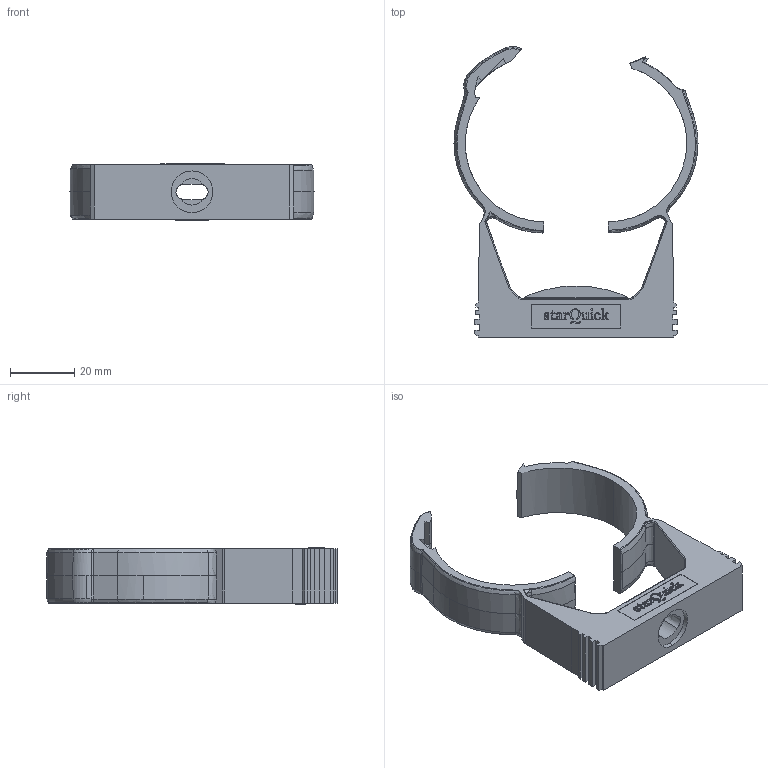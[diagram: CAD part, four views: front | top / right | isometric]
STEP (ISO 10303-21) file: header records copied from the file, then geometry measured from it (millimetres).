
FILE_DESCRIPTION(/* description */ (''),/* implementation_level */ '2;1');
FILE_NAME(/* name */ '2146444',/* time_stamp */ '2016-03-01T10:20:36+01:00',/* author */ (''),/* organization */ (''),/* preprocessor_version */ 'ST-DEVELOPER v15',/* originating_system */ '',/* authorisation */ '');
FILE_SCHEMA (('CONFIG_CONTROL_DESIGN'));
Length unit declared in the file: millimetre
Products named in the file (1): Document
Bounding box: 76 x 90.6 x 17.5 mm (x, y, z)
Surface area: 13502.6 mm2 (no closed solid volume)
Topology: 0 solids, 1 shells, 531 faces, 1474 edges, 946 vertices
Faces by surface type: bspline 357, plane 174
Entity records: 29224 total; most frequent: CARTESIAN_POINT 20227, ORIENTED_EDGE 2912, EDGE_CURVE 1470, B_SPLINE_CURVE_WITH_KNOTS 1194, VERTEX_POINT 946, EDGE_LOOP 556, ADVANCED_FACE 531, FACE_OUTER_BOUND 531
